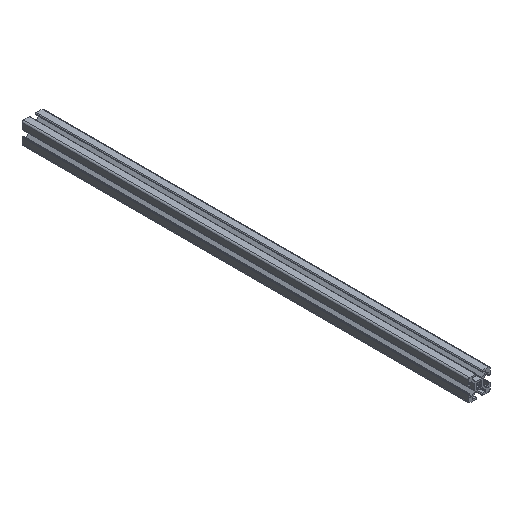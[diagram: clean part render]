
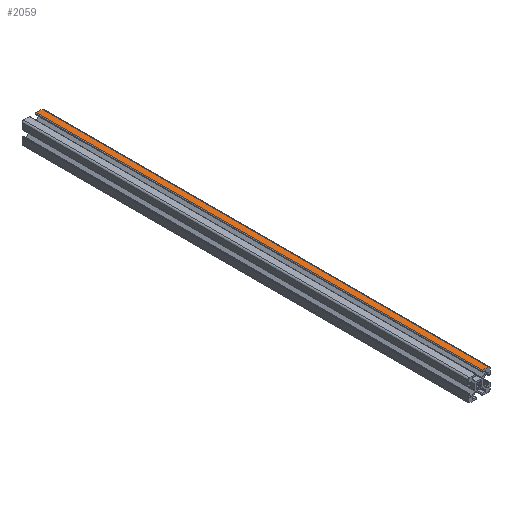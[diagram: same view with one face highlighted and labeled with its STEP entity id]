
A CAD part, isometric view. The second image highlights one B-rep face of the part: STEP entity #2059.
In plain terms, the highlighted planar face has unit normal (0, 0, 1).
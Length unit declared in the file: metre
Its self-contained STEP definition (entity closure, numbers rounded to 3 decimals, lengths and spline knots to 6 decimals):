
#46=PLANE('',#2248);
#199=LINE('',#3380,#399);
#200=LINE('',#3384,#400);
#201=LINE('',#3386,#401);
#202=LINE('',#3388,#402);
#399=VECTOR('',#2742,1.);
#400=VECTOR('',#2747,1.);
#401=VECTOR('',#2748,1.);
#402=VECTOR('',#2749,1.);
#738=ORIENTED_EDGE('',*,*,#1292,.T.);
#739=ORIENTED_EDGE('',*,*,#1294,.F.);
#740=ORIENTED_EDGE('',*,*,#1295,.F.);
#741=ORIENTED_EDGE('',*,*,#1296,.T.);
#1292=EDGE_CURVE('',#1537,#1536,#199,.T.);
#1294=EDGE_CURVE('',#1538,#1536,#200,.F.);
#1295=EDGE_CURVE('',#1539,#1538,#201,.T.);
#1296=EDGE_CURVE('',#1539,#1537,#202,.F.);
#1536=VERTEX_POINT('',#3379);
#1537=VERTEX_POINT('',#3381);
#1538=VERTEX_POINT('',#3385);
#1539=VERTEX_POINT('',#3387);
#1787=EDGE_LOOP('',(#738,#739,#740,#741));
#1895=FACE_BOUND('',#1787,.T.);
#2059=ADVANCED_FACE('',(#1895),#46,.T.);
#2248=AXIS2_PLACEMENT_3D('',#3383,#2745,#2746);
#2742=DIRECTION('',(0.,-1.,0.));
#2745=DIRECTION('',(0.,0.,1.));
#2746=DIRECTION('',(1.,0.,0.));
#2747=DIRECTION('',(1.,0.,0.));
#2748=DIRECTION('',(0.,-1.,0.));
#2749=DIRECTION('',(1.,0.,0.));
#3379=CARTESIAN_POINT('',(0.003138,-0.192551,0.01));
#3380=CARTESIAN_POINT('',(0.003138,0.217449,0.01));
#3381=CARTESIAN_POINT('',(0.003138,0.217449,0.01));
#3383=CARTESIAN_POINT('',(0.005819,0.217449,0.01));
#3384=CARTESIAN_POINT('',(0.005819,-0.192551,0.01));
#3385=CARTESIAN_POINT('',(0.0085,-0.192551,0.01));
#3386=CARTESIAN_POINT('',(0.0085,0.217449,0.01));
#3387=CARTESIAN_POINT('',(0.0085,0.217449,0.01));
#3388=CARTESIAN_POINT('',(0.005819,0.217449,0.01));
